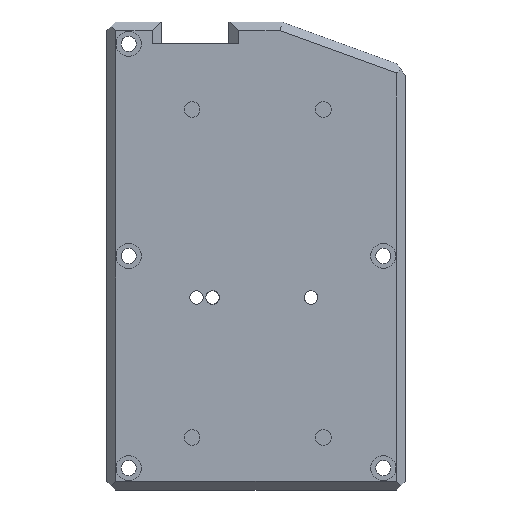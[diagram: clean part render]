
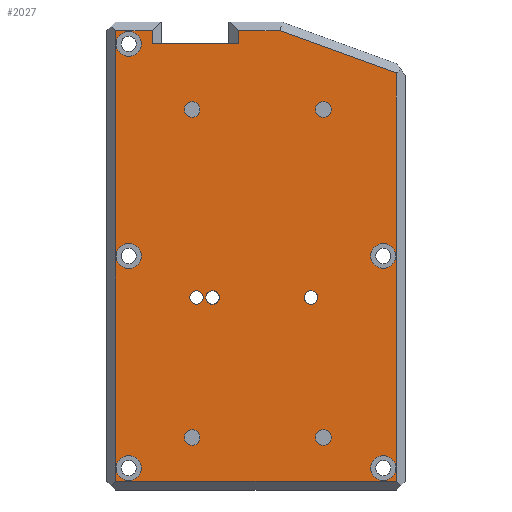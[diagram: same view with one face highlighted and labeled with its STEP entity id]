
A CAD part, top view. The second image highlights one B-rep face of the part: STEP entity #2027.
In plain terms, the highlighted planar face has unit normal (0, 0, 1).
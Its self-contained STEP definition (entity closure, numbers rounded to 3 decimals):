
#18=FACE_BOUND('',#261,.T.);
#19=FACE_BOUND('',#262,.T.);
#20=FACE_BOUND('',#263,.T.);
#21=FACE_BOUND('',#264,.T.);
#22=FACE_BOUND('',#265,.T.);
#23=FACE_BOUND('',#266,.T.);
#24=FACE_BOUND('',#267,.T.);
#25=FACE_BOUND('',#268,.T.);
#26=FACE_BOUND('',#269,.T.);
#27=FACE_BOUND('',#270,.T.);
#28=FACE_BOUND('',#271,.T.);
#29=FACE_BOUND('',#272,.T.);
#55=PLANE('',#2176);
#137=FACE_OUTER_BOUND('',#260,.T.);
#260=EDGE_LOOP('',(#1418,#1419,#1420,#1421,#1422,#1423,#1424,#1425,#1426));
#261=EDGE_LOOP('',(#1427));
#262=EDGE_LOOP('',(#1428));
#263=EDGE_LOOP('',(#1429));
#264=EDGE_LOOP('',(#1430));
#265=EDGE_LOOP('',(#1431));
#266=EDGE_LOOP('',(#1432));
#267=EDGE_LOOP('',(#1433));
#268=EDGE_LOOP('',(#1434));
#269=EDGE_LOOP('',(#1435));
#270=EDGE_LOOP('',(#1436,#1437));
#271=EDGE_LOOP('',(#1438,#1439));
#272=EDGE_LOOP('',(#1440));
#411=LINE('',#3034,#616);
#412=LINE('',#3036,#617);
#413=LINE('',#3038,#618);
#414=LINE('',#3040,#619);
#415=LINE('',#3042,#620);
#416=LINE('',#3044,#621);
#417=LINE('',#3046,#622);
#418=LINE('',#3048,#623);
#419=LINE('',#3049,#624);
#616=VECTOR('',#2417,10.);
#617=VECTOR('',#2418,10.);
#618=VECTOR('',#2419,10.);
#619=VECTOR('',#2420,10.);
#620=VECTOR('',#2421,10.);
#621=VECTOR('',#2422,10.);
#622=VECTOR('',#2423,10.);
#623=VECTOR('',#2424,10.);
#624=VECTOR('',#2425,10.);
#823=CIRCLE('',#2166,1.5);
#827=CIRCLE('',#2172,1.5);
#830=CIRCLE('',#2177,1.8);
#831=CIRCLE('',#2178,1.8);
#832=CIRCLE('',#2179,1.8);
#833=CIRCLE('',#2180,1.8);
#834=CIRCLE('',#2181,2.86);
#835=CIRCLE('',#2182,2.86);
#836=CIRCLE('',#2183,2.85);
#837=CIRCLE('',#2184,2.86);
#838=CIRCLE('',#2185,2.86);
#839=CIRCLE('',#2186,1.55);
#840=CIRCLE('',#2187,1.55);
#841=CIRCLE('',#2188,1.55);
#911=VERTEX_POINT('',#3007);
#913=VERTEX_POINT('',#3011);
#916=VERTEX_POINT('',#3020);
#918=VERTEX_POINT('',#3024);
#920=VERTEX_POINT('',#3032);
#921=VERTEX_POINT('',#3033);
#922=VERTEX_POINT('',#3035);
#923=VERTEX_POINT('',#3037);
#924=VERTEX_POINT('',#3039);
#925=VERTEX_POINT('',#3041);
#926=VERTEX_POINT('',#3043);
#927=VERTEX_POINT('',#3045);
#928=VERTEX_POINT('',#3047);
#929=VERTEX_POINT('',#3050);
#930=VERTEX_POINT('',#3052);
#931=VERTEX_POINT('',#3054);
#932=VERTEX_POINT('',#3056);
#933=VERTEX_POINT('',#3058);
#934=VERTEX_POINT('',#3060);
#935=VERTEX_POINT('',#3062);
#936=VERTEX_POINT('',#3064);
#937=VERTEX_POINT('',#3066);
#938=VERTEX_POINT('',#3070);
#1110=EDGE_CURVE('',#911,#913,#823,.T.);
#1116=EDGE_CURVE('',#916,#918,#827,.T.);
#1119=EDGE_CURVE('',#920,#921,#411,.T.);
#1120=EDGE_CURVE('',#922,#920,#412,.T.);
#1121=EDGE_CURVE('',#923,#922,#413,.T.);
#1122=EDGE_CURVE('',#924,#923,#414,.T.);
#1123=EDGE_CURVE('',#925,#924,#415,.T.);
#1124=EDGE_CURVE('',#925,#926,#416,.T.);
#1125=EDGE_CURVE('',#927,#926,#417,.T.);
#1126=EDGE_CURVE('',#928,#927,#418,.T.);
#1127=EDGE_CURVE('',#921,#928,#419,.T.);
#1128=EDGE_CURVE('',#929,#929,#830,.T.);
#1129=EDGE_CURVE('',#930,#930,#831,.T.);
#1130=EDGE_CURVE('',#931,#931,#832,.T.);
#1131=EDGE_CURVE('',#932,#932,#833,.T.);
#1132=EDGE_CURVE('',#933,#933,#834,.T.);
#1133=EDGE_CURVE('',#934,#934,#835,.T.);
#1134=EDGE_CURVE('',#935,#935,#836,.T.);
#1135=EDGE_CURVE('',#936,#936,#837,.T.);
#1136=EDGE_CURVE('',#937,#937,#838,.T.);
#1137=EDGE_CURVE('',#918,#916,#839,.T.);
#1138=EDGE_CURVE('',#913,#911,#840,.T.);
#1139=EDGE_CURVE('',#938,#938,#841,.T.);
#1418=ORIENTED_EDGE('',*,*,#1119,.F.);
#1419=ORIENTED_EDGE('',*,*,#1120,.F.);
#1420=ORIENTED_EDGE('',*,*,#1121,.F.);
#1421=ORIENTED_EDGE('',*,*,#1122,.F.);
#1422=ORIENTED_EDGE('',*,*,#1123,.F.);
#1423=ORIENTED_EDGE('',*,*,#1124,.T.);
#1424=ORIENTED_EDGE('',*,*,#1125,.F.);
#1425=ORIENTED_EDGE('',*,*,#1126,.F.);
#1426=ORIENTED_EDGE('',*,*,#1127,.F.);
#1427=ORIENTED_EDGE('',*,*,#1128,.T.);
#1428=ORIENTED_EDGE('',*,*,#1129,.T.);
#1429=ORIENTED_EDGE('',*,*,#1130,.T.);
#1430=ORIENTED_EDGE('',*,*,#1131,.T.);
#1431=ORIENTED_EDGE('',*,*,#1132,.T.);
#1432=ORIENTED_EDGE('',*,*,#1133,.T.);
#1433=ORIENTED_EDGE('',*,*,#1134,.T.);
#1434=ORIENTED_EDGE('',*,*,#1135,.T.);
#1435=ORIENTED_EDGE('',*,*,#1136,.T.);
#1436=ORIENTED_EDGE('',*,*,#1116,.T.);
#1437=ORIENTED_EDGE('',*,*,#1137,.T.);
#1438=ORIENTED_EDGE('',*,*,#1110,.T.);
#1439=ORIENTED_EDGE('',*,*,#1138,.T.);
#1440=ORIENTED_EDGE('',*,*,#1139,.T.);
#2027=ADVANCED_FACE('',(#137,#18,#19,#20,#21,#22,#23,#24,#25,#26,#27,#28,
#29),#55,.T.);
#2166=AXIS2_PLACEMENT_3D('',#3013,#2393,#2394);
#2172=AXIS2_PLACEMENT_3D('',#3026,#2407,#2408);
#2176=AXIS2_PLACEMENT_3D('',#3031,#2415,#2416);
#2177=AXIS2_PLACEMENT_3D('',#3051,#2426,#2427);
#2178=AXIS2_PLACEMENT_3D('',#3053,#2428,#2429);
#2179=AXIS2_PLACEMENT_3D('',#3055,#2430,#2431);
#2180=AXIS2_PLACEMENT_3D('',#3057,#2432,#2433);
#2181=AXIS2_PLACEMENT_3D('',#3059,#2434,#2435);
#2182=AXIS2_PLACEMENT_3D('',#3061,#2436,#2437);
#2183=AXIS2_PLACEMENT_3D('',#3063,#2438,#2439);
#2184=AXIS2_PLACEMENT_3D('',#3065,#2440,#2441);
#2185=AXIS2_PLACEMENT_3D('',#3067,#2442,#2443);
#2186=AXIS2_PLACEMENT_3D('',#3068,#2444,#2445);
#2187=AXIS2_PLACEMENT_3D('',#3069,#2446,#2447);
#2188=AXIS2_PLACEMENT_3D('',#3071,#2448,#2449);
#2393=DIRECTION('center_axis',(0.,0.,-1.));
#2394=DIRECTION('ref_axis',(-1.,0.,0.));
#2407=DIRECTION('center_axis',(0.,0.,-1.));
#2408=DIRECTION('ref_axis',(-1.,0.,0.));
#2415=DIRECTION('center_axis',(0.,0.,1.));
#2416=DIRECTION('ref_axis',(1.,0.,0.));
#2417=DIRECTION('',(-1.,0.,0.));
#2418=DIRECTION('',(0.,-1.,0.));
#2419=DIRECTION('',(0.94,-0.342,0.));
#2420=DIRECTION('',(1.,0.,0.));
#2421=DIRECTION('',(0.,1.,0.));
#2422=DIRECTION('',(-1.,0.,0.));
#2423=DIRECTION('',(0.,-1.,0.));
#2424=DIRECTION('',(1.,0.,0.));
#2425=DIRECTION('',(0.,1.,0.));
#2426=DIRECTION('center_axis',(0.,0.,-1.));
#2427=DIRECTION('ref_axis',(-1.,0.,0.));
#2428=DIRECTION('center_axis',(0.,0.,-1.));
#2429=DIRECTION('ref_axis',(-1.,0.,0.));
#2430=DIRECTION('center_axis',(0.,0.,-1.));
#2431=DIRECTION('ref_axis',(-1.,0.,0.));
#2432=DIRECTION('center_axis',(0.,0.,-1.));
#2433=DIRECTION('ref_axis',(-1.,0.,0.));
#2434=DIRECTION('center_axis',(0.,0.,-1.));
#2435=DIRECTION('ref_axis',(-1.,0.,0.));
#2436=DIRECTION('center_axis',(0.,0.,-1.));
#2437=DIRECTION('ref_axis',(-1.,0.,0.));
#2438=DIRECTION('center_axis',(0.,0.,-1.));
#2439=DIRECTION('ref_axis',(-1.,0.,0.));
#2440=DIRECTION('center_axis',(0.,0.,-1.));
#2441=DIRECTION('ref_axis',(-1.,0.,0.));
#2442=DIRECTION('center_axis',(0.,0.,-1.));
#2443=DIRECTION('ref_axis',(-1.,0.,0.));
#2444=DIRECTION('center_axis',(0.,0.,-1.));
#2445=DIRECTION('ref_axis',(-1.,0.,0.));
#2446=DIRECTION('center_axis',(0.,0.,-1.));
#2447=DIRECTION('ref_axis',(-1.,0.,0.));
#2448=DIRECTION('center_axis',(0.,0.,-1.));
#2449=DIRECTION('ref_axis',(-1.,0.,0.));
#3007=CARTESIAN_POINT('',(-13.787,-12.748,35.));
#3011=CARTESIAN_POINT('',(-13.947,-13.715,35.));
#3013=CARTESIAN_POINT('Origin',(-15.265,-13.,35.));
#3020=CARTESIAN_POINT('',(8.299,-11.945,35.));
#3024=CARTESIAN_POINT('',(8.04,-14.264,35.));
#3026=CARTESIAN_POINT('Origin',(7.232,-13.,35.));
#3031=CARTESIAN_POINT('Origin',(-5.393,-3.5,35.));
#3032=CARTESIAN_POINT('',(26.703,-55.,35.));
#3033=CARTESIAN_POINT('',(-37.488,-55.,35.));
#3034=CARTESIAN_POINT('',(-22.44,-55.,35.));
#3035=CARTESIAN_POINT('',(26.703,38.339,35.));
#3036=CARTESIAN_POINT('',(26.703,-30.25,35.));
#3037=CARTESIAN_POINT('',(0.159,48.,35.));
#3038=CARTESIAN_POINT('',(19.914,40.81,35.));
#3039=CARTESIAN_POINT('',(-9.401,48.,35.));
#3040=CARTESIAN_POINT('',(-2.44,48.,35.));
#3041=CARTESIAN_POINT('',(-9.401,45.,35.));
#3042=CARTESIAN_POINT('',(-9.401,23.25,35.));
#3043=CARTESIAN_POINT('',(-29.093,45.,35.));
#3044=CARTESIAN_POINT('',(-12.32,45.,35.));
#3045=CARTESIAN_POINT('',(-29.093,48.,35.));
#3046=CARTESIAN_POINT('',(-29.093,23.25,35.));
#3047=CARTESIAN_POINT('',(-37.488,48.,35.));
#3048=CARTESIAN_POINT('',(-2.44,48.,35.));
#3049=CARTESIAN_POINT('',(-37.488,23.25,35.));
#3050=CARTESIAN_POINT('',(11.8,-45.,35.));
#3051=CARTESIAN_POINT('Origin',(10.,-45.,35.));
#3052=CARTESIAN_POINT('',(11.8,30.,35.));
#3053=CARTESIAN_POINT('Origin',(10.,30.,35.));
#3054=CARTESIAN_POINT('',(-18.2,-45.,35.));
#3055=CARTESIAN_POINT('Origin',(-20.,-45.,35.));
#3056=CARTESIAN_POINT('',(-18.2,30.,35.));
#3057=CARTESIAN_POINT('Origin',(-20.,30.,35.));
#3058=CARTESIAN_POINT('',(-31.628,45.,35.));
#3059=CARTESIAN_POINT('Origin',(-34.488,45.,35.));
#3060=CARTESIAN_POINT('',(-31.628,-3.5,35.));
#3061=CARTESIAN_POINT('Origin',(-34.488,-3.5,35.));
#3062=CARTESIAN_POINT('',(26.553,-3.5,35.));
#3063=CARTESIAN_POINT('Origin',(23.703,-3.5,35.));
#3064=CARTESIAN_POINT('',(-31.628,-52.,35.));
#3065=CARTESIAN_POINT('Origin',(-34.488,-52.,35.));
#3066=CARTESIAN_POINT('',(26.563,-52.,35.));
#3067=CARTESIAN_POINT('Origin',(23.703,-52.,35.));
#3068=CARTESIAN_POINT('Origin',(7.155,-12.991,35.));
#3069=CARTESIAN_POINT('Origin',(-15.317,-12.991,35.));
#3070=CARTESIAN_POINT('',(-17.449,-12.991,35.));
#3071=CARTESIAN_POINT('Origin',(-18.999,-12.991,35.));
